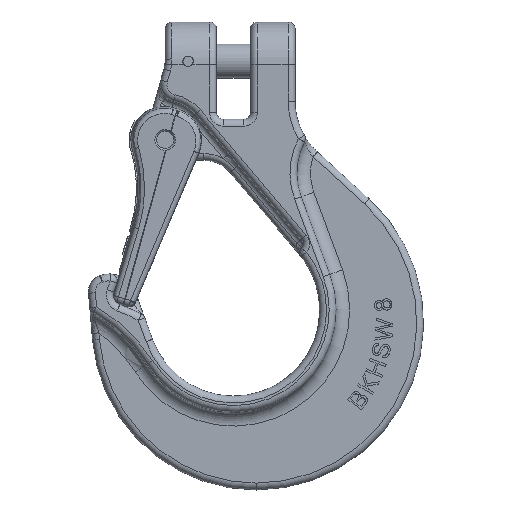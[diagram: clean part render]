
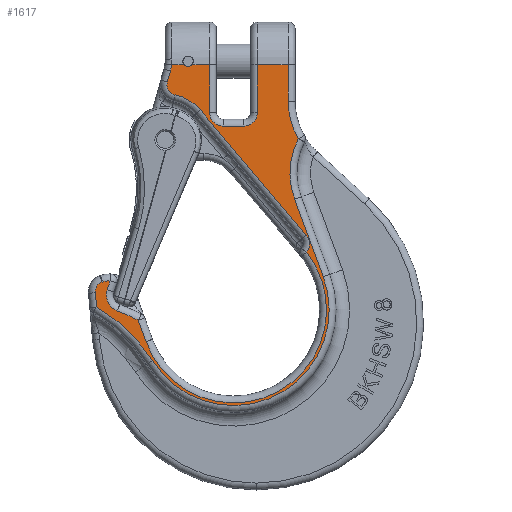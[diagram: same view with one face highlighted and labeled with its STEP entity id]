
A CAD part, top view. The second image highlights one B-rep face of the part: STEP entity #1617.
In plain terms, the highlighted planar face has unit normal (0, 0, 1).
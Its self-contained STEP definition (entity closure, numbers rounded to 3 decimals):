
#863=CIRCLE('',#14089,1.5);
#864=CIRCLE('',#14090,12.);
#865=CIRCLE('',#14091,3.);
#866=CIRCLE('',#14092,13.5);
#867=CIRCLE('',#14093,4.);
#868=CIRCLE('',#14094,27.226);
#869=CIRCLE('',#14095,73.);
#870=CIRCLE('',#14096,5.);
#871=CIRCLE('',#14097,6.);
#872=CIRCLE('',#14098,3.);
#873=CIRCLE('',#14099,47.);
#874=CIRCLE('',#14100,28.);
#875=CIRCLE('',#14101,22.);
#876=CIRCLE('',#14102,22.);
#877=CIRCLE('',#14103,4.);
#878=CIRCLE('',#14104,4.);
#1617=ADVANCED_FACE('',(#2720),#2171,.F.);
#2171=PLANE('',#14105);
#2720=FACE_OUTER_BOUND('',#3562,.T.);
#3562=EDGE_LOOP('',(#7258,#7259,#7260,#7261,#7262,#7263,#7264,#7265,#7266,
#7267,#7268,#7269,#7270,#7271,#7272,#7273,#7274,#7275,#7276,#7277,#7278,
#7279,#7280,#7281,#7282,#7283,#7284,#7285,#7286,#7287));
#7258=ORIENTED_EDGE('',*,*,#11193,.F.);
#7259=ORIENTED_EDGE('',*,*,#11178,.T.);
#7260=ORIENTED_EDGE('',*,*,#11194,.T.);
#7261=ORIENTED_EDGE('',*,*,#11195,.T.);
#7262=ORIENTED_EDGE('',*,*,#11196,.T.);
#7263=ORIENTED_EDGE('',*,*,#11197,.T.);
#7264=ORIENTED_EDGE('',*,*,#11198,.T.);
#7265=ORIENTED_EDGE('',*,*,#11199,.T.);
#7266=ORIENTED_EDGE('',*,*,#11200,.T.);
#7267=ORIENTED_EDGE('',*,*,#11201,.T.);
#7268=ORIENTED_EDGE('',*,*,#11202,.T.);
#7269=ORIENTED_EDGE('',*,*,#11203,.T.);
#7270=ORIENTED_EDGE('',*,*,#11204,.T.);
#7271=ORIENTED_EDGE('',*,*,#11205,.T.);
#7272=ORIENTED_EDGE('',*,*,#11206,.T.);
#7273=ORIENTED_EDGE('',*,*,#11207,.T.);
#7274=ORIENTED_EDGE('',*,*,#11208,.T.);
#7275=ORIENTED_EDGE('',*,*,#11209,.T.);
#7276=ORIENTED_EDGE('',*,*,#11210,.T.);
#7277=ORIENTED_EDGE('',*,*,#11211,.T.);
#7278=ORIENTED_EDGE('',*,*,#11212,.T.);
#7279=ORIENTED_EDGE('',*,*,#11213,.T.);
#7280=ORIENTED_EDGE('',*,*,#11214,.T.);
#7281=ORIENTED_EDGE('',*,*,#11215,.T.);
#7282=ORIENTED_EDGE('',*,*,#11216,.T.);
#7283=ORIENTED_EDGE('',*,*,#11217,.T.);
#7284=ORIENTED_EDGE('',*,*,#11218,.T.);
#7285=ORIENTED_EDGE('',*,*,#11219,.T.);
#7286=ORIENTED_EDGE('',*,*,#11220,.T.);
#7287=ORIENTED_EDGE('',*,*,#11180,.T.);
#9520=VERTEX_POINT('',#25633);
#9521=VERTEX_POINT('',#25635);
#9522=VERTEX_POINT('',#25679);
#9523=VERTEX_POINT('',#25681);
#9534=VERTEX_POINT('',#25832);
#9535=VERTEX_POINT('',#25834);
#9536=VERTEX_POINT('',#25836);
#9537=VERTEX_POINT('',#25838);
#9538=VERTEX_POINT('',#25840);
#9539=VERTEX_POINT('',#25842);
#9540=VERTEX_POINT('',#25844);
#9541=VERTEX_POINT('',#25846);
#9542=VERTEX_POINT('',#25848);
#9543=VERTEX_POINT('',#25850);
#9544=VERTEX_POINT('',#25852);
#9545=VERTEX_POINT('',#25854);
#9546=VERTEX_POINT('',#25856);
#9547=VERTEX_POINT('',#25858);
#9548=VERTEX_POINT('',#25860);
#9549=VERTEX_POINT('',#25862);
#9550=VERTEX_POINT('',#25864);
#9551=VERTEX_POINT('',#25866);
#9552=VERTEX_POINT('',#25868);
#9553=VERTEX_POINT('',#25870);
#9554=VERTEX_POINT('',#25872);
#9555=VERTEX_POINT('',#25874);
#9556=VERTEX_POINT('',#25876);
#9557=VERTEX_POINT('',#25878);
#9558=VERTEX_POINT('',#25880);
#9559=VERTEX_POINT('',#25882);
#11178=EDGE_CURVE('',#9521,#9520,#12352,.T.);
#11180=EDGE_CURVE('',#9523,#9522,#12353,.T.);
#11193=EDGE_CURVE('',#9521,#9522,#863,.T.);
#11194=EDGE_CURVE('',#9520,#9534,#864,.T.);
#11195=EDGE_CURVE('',#9534,#9535,#12356,.T.);
#11196=EDGE_CURVE('',#9535,#9536,#865,.T.);
#11197=EDGE_CURVE('',#9536,#9537,#866,.T.);
#11198=EDGE_CURVE('',#9537,#9538,#12357,.T.);
#11199=EDGE_CURVE('',#9538,#9539,#867,.T.);
#11200=EDGE_CURVE('',#9539,#9540,#868,.T.);
#11201=EDGE_CURVE('',#9540,#9541,#12358,.T.);
#11202=EDGE_CURVE('',#9541,#9542,#869,.T.);
#11203=EDGE_CURVE('',#9542,#9543,#870,.T.);
#11204=EDGE_CURVE('',#9543,#9544,#12359,.T.);
#11205=EDGE_CURVE('',#9544,#9545,#871,.T.);
#11206=EDGE_CURVE('',#9545,#9546,#12360,.T.);
#11207=EDGE_CURVE('',#9546,#9547,#872,.T.);
#11208=EDGE_CURVE('',#9547,#9548,#12361,.T.);
#11209=EDGE_CURVE('',#9548,#9549,#873,.T.);
#11210=EDGE_CURVE('',#9549,#9550,#874,.T.);
#11211=EDGE_CURVE('',#9550,#9551,#12362,.T.);
#11212=EDGE_CURVE('',#9551,#9552,#875,.T.);
#11213=EDGE_CURVE('',#9552,#9553,#876,.T.);
#11214=EDGE_CURVE('',#9553,#9554,#12363,.T.);
#11215=EDGE_CURVE('',#9554,#9555,#12364,.T.);
#11216=EDGE_CURVE('',#9555,#9556,#12365,.T.);
#11217=EDGE_CURVE('',#9556,#9557,#877,.T.);
#11218=EDGE_CURVE('',#9557,#9558,#12366,.T.);
#11219=EDGE_CURVE('',#9558,#9559,#878,.T.);
#11220=EDGE_CURVE('',#9559,#9523,#12367,.T.);
#12352=LINE('',#25634,#13151);
#12353=LINE('',#25680,#13152);
#12356=LINE('',#25833,#13155);
#12357=LINE('',#25839,#13156);
#12358=LINE('',#25845,#13157);
#12359=LINE('',#25851,#13158);
#12360=LINE('',#25855,#13159);
#12361=LINE('',#25859,#13160);
#12362=LINE('',#25865,#13161);
#12363=LINE('',#25871,#13162);
#12364=LINE('',#25873,#13163);
#12365=LINE('',#25875,#13164);
#12366=LINE('',#25879,#13165);
#12367=LINE('',#25883,#13166);
#13151=VECTOR('',#16409,1.);
#13152=VECTOR('',#16410,1.);
#13155=VECTOR('',#16433,1.);
#13156=VECTOR('',#16438,1.);
#13157=VECTOR('',#16443,1.);
#13158=VECTOR('',#16448,1.);
#13159=VECTOR('',#16451,1.);
#13160=VECTOR('',#16454,1.);
#13161=VECTOR('',#16459,1.);
#13162=VECTOR('',#16464,1.);
#13163=VECTOR('',#16465,1.);
#13164=VECTOR('',#16466,1.);
#13165=VECTOR('',#16469,1.);
#13166=VECTOR('',#16472,1.);
#14089=AXIS2_PLACEMENT_3D('',#25830,#16429,#16430);
#14090=AXIS2_PLACEMENT_3D('',#25831,#16431,#16432);
#14091=AXIS2_PLACEMENT_3D('',#25835,#16434,#16435);
#14092=AXIS2_PLACEMENT_3D('',#25837,#16436,#16437);
#14093=AXIS2_PLACEMENT_3D('',#25841,#16439,#16440);
#14094=AXIS2_PLACEMENT_3D('',#25843,#16441,#16442);
#14095=AXIS2_PLACEMENT_3D('',#25847,#16444,#16445);
#14096=AXIS2_PLACEMENT_3D('',#25849,#16446,#16447);
#14097=AXIS2_PLACEMENT_3D('',#25853,#16449,#16450);
#14098=AXIS2_PLACEMENT_3D('',#25857,#16452,#16453);
#14099=AXIS2_PLACEMENT_3D('',#25861,#16455,#16456);
#14100=AXIS2_PLACEMENT_3D('',#25863,#16457,#16458);
#14101=AXIS2_PLACEMENT_3D('',#25867,#16460,#16461);
#14102=AXIS2_PLACEMENT_3D('',#25869,#16462,#16463);
#14103=AXIS2_PLACEMENT_3D('',#25877,#16467,#16468);
#14104=AXIS2_PLACEMENT_3D('',#25881,#16470,#16471);
#14105=AXIS2_PLACEMENT_3D('',#25884,#16473,#16474);
#16409=DIRECTION('',(-1.,0.,0.));
#16410=DIRECTION('',(-1.,0.,0.));
#16429=DIRECTION('',(0.,0.,1.));
#16430=DIRECTION('',(-1.,0.,0.));
#16431=DIRECTION('',(0.,0.,-1.));
#16432=DIRECTION('',(-1.,0.,0.));
#16433=DIRECTION('',(-0.273,-0.962,0.));
#16434=DIRECTION('',(0.,0.,1.));
#16435=DIRECTION('',(-1.,0.,0.));
#16436=DIRECTION('',(0.,0.,-1.));
#16437=DIRECTION('',(-1.,0.,0.));
#16438=DIRECTION('',(0.646,-0.763,0.));
#16439=DIRECTION('',(0.,0.,-1.));
#16440=DIRECTION('',(-1.,0.,0.));
#16441=DIRECTION('',(0.,0.,-1.));
#16442=DIRECTION('',(-1.,0.,0.));
#16443=DIRECTION('',(-0.342,0.94,0.));
#16444=DIRECTION('',(0.,0.,1.));
#16445=DIRECTION('',(-1.,0.,0.));
#16446=DIRECTION('',(0.,0.,-1.));
#16447=DIRECTION('',(-1.,0.,0.));
#16448=DIRECTION('',(0.321,0.947,0.));
#16449=DIRECTION('',(0.,0.,1.));
#16450=DIRECTION('',(-1.,0.,0.));
#16451=DIRECTION('',(-0.94,-0.342,0.));
#16452=DIRECTION('',(0.,0.,1.));
#16453=DIRECTION('',(-1.,0.,0.));
#16454=DIRECTION('',(0.087,-0.996,0.));
#16455=DIRECTION('',(0.,0.,-1.));
#16456=DIRECTION('',(-1.,0.,0.));
#16457=DIRECTION('',(0.,0.,1.));
#16458=DIRECTION('',(-1.,0.,0.));
#16459=DIRECTION('',(-0.346,0.938,0.));
#16460=DIRECTION('',(0.,0.,-1.));
#16461=DIRECTION('',(-1.,0.,0.));
#16462=DIRECTION('',(0.,0.,-1.));
#16463=DIRECTION('',(-1.,0.,0.));
#16464=DIRECTION('',(0.,1.,0.));
#16465=DIRECTION('',(-1.,0.,0.));
#16466=DIRECTION('',(0.,-1.,0.));
#16467=DIRECTION('',(0.,0.,-1.));
#16468=DIRECTION('',(-1.,0.,0.));
#16469=DIRECTION('',(-1.,0.,0.));
#16470=DIRECTION('',(0.,0.,-1.));
#16471=DIRECTION('',(-1.,0.,0.));
#16472=DIRECTION('',(0.,1.,0.));
#16473=DIRECTION('',(0.,0.,-1.));
#16474=DIRECTION('',(-1.,0.,0.));
#25633=CARTESIAN_POINT('',(-18.081,71.774,12.5));
#25634=CARTESIAN_POINT('',(-20.,71.774,12.5));
#25635=CARTESIAN_POINT('',(-14.418,71.774,12.5));
#25679=CARTESIAN_POINT('',(-12.182,71.774,12.5));
#25680=CARTESIAN_POINT('',(-20.,71.774,12.5));
#25681=CARTESIAN_POINT('',(-7.,71.774,12.5));
#25830=CARTESIAN_POINT('',(-13.3,72.774,12.5));
#25831=CARTESIAN_POINT('',(-30.,73.164,12.5));
#25832=CARTESIAN_POINT('',(-18.455,69.891,12.5));
#25833=CARTESIAN_POINT('',(-19.357,66.71,12.5));
#25834=CARTESIAN_POINT('',(-19.357,66.71,12.5));
#25835=CARTESIAN_POINT('',(-16.47,65.892,12.5));
#25836=CARTESIAN_POINT('',(-17.112,62.961,12.5));
#25837=CARTESIAN_POINT('',(-20.,49.774,12.5));
#25838=CARTESIAN_POINT('',(-9.699,58.5,12.5));
#25839=CARTESIAN_POINT('',(21.327,21.876,12.5));
#25840=CARTESIAN_POINT('',(21.327,21.876,12.5));
#25841=CARTESIAN_POINT('',(18.275,19.29,12.5));
#25842=CARTESIAN_POINT('',(21.415,16.812,12.5));
#25843=CARTESIAN_POINT('',(0.,0.,12.5));
#25844=CARTESIAN_POINT('',(-25.584,-9.312,12.5));
#25845=CARTESIAN_POINT('',(-27.878,-3.01,12.5));
#25846=CARTESIAN_POINT('',(-27.878,-3.01,12.5));
#25847=CARTESIAN_POINT('',(-60.044,-68.541,12.5));
#25848=CARTESIAN_POINT('',(-33.999,-0.346,12.5));
#25849=CARTESIAN_POINT('',(-32.215,4.325,12.5));
#25850=CARTESIAN_POINT('',(-36.951,5.928,12.5));
#25851=CARTESIAN_POINT('',(-36.075,8.517,12.5));
#25852=CARTESIAN_POINT('',(-36.075,8.517,12.5));
#25853=CARTESIAN_POINT('',(-36.276,2.52,12.5));
#25854=CARTESIAN_POINT('',(-38.328,8.158,12.5));
#25855=CARTESIAN_POINT('',(-38.482,8.102,12.5));
#25856=CARTESIAN_POINT('',(-38.482,8.102,12.5));
#25857=CARTESIAN_POINT('',(-37.455,5.283,12.5));
#25858=CARTESIAN_POINT('',(-40.444,5.022,12.5));
#25859=CARTESIAN_POINT('',(-40.081,0.871,12.5));
#25860=CARTESIAN_POINT('',(-40.081,0.871,12.5));
#25861=CARTESIAN_POINT('',(-63.53,-39.861,12.5));
#25862=CARTESIAN_POINT('',(-23.718,-14.882,12.5));
#25863=CARTESIAN_POINT('',(0.,0.,12.5));
#25864=CARTESIAN_POINT('',(26.266,9.7,12.5));
#25865=CARTESIAN_POINT('',(28.259,4.303,12.5));
#25866=CARTESIAN_POINT('',(17.891,32.378,12.5));
#25867=CARTESIAN_POINT('',(38.528,40.,12.5));
#25868=CARTESIAN_POINT('',(18.966,50.066,12.5));
#25869=CARTESIAN_POINT('',(38.,61.098,12.5));
#25870=CARTESIAN_POINT('',(16.,61.098,12.5));
#25871=CARTESIAN_POINT('',(16.,71.774,12.5));
#25872=CARTESIAN_POINT('',(16.,71.774,12.5));
#25873=CARTESIAN_POINT('',(5.,71.774,12.5));
#25874=CARTESIAN_POINT('',(7.,71.774,12.5));
#25875=CARTESIAN_POINT('',(7.,-3.686,12.5));
#25876=CARTESIAN_POINT('',(7.,57.774,12.5));
#25877=CARTESIAN_POINT('',(3.,57.774,12.5));
#25878=CARTESIAN_POINT('',(3.,53.774,12.5));
#25879=CARTESIAN_POINT('',(6.629,53.774,12.5));
#25880=CARTESIAN_POINT('',(-3.,53.774,12.5));
#25881=CARTESIAN_POINT('',(-3.,57.774,12.5));
#25882=CARTESIAN_POINT('',(-7.,57.774,12.5));
#25883=CARTESIAN_POINT('',(-7.,-3.686,12.5));
#25884=CARTESIAN_POINT('',(6.629,-3.686,12.5));
